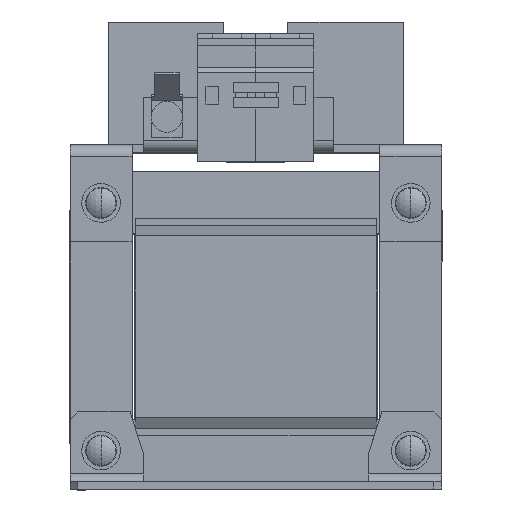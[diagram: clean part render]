
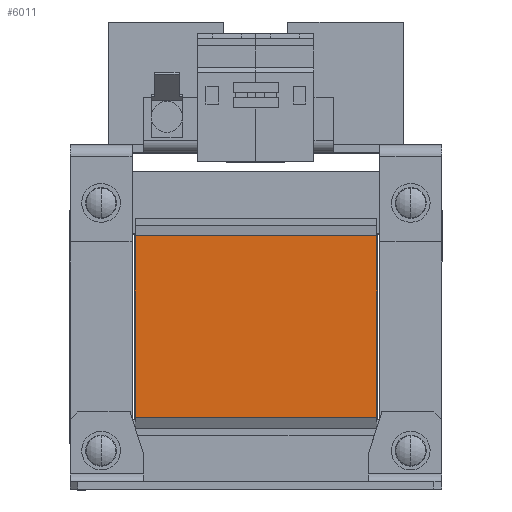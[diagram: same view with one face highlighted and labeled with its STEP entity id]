
A CAD part, top view. The second image highlights one B-rep face of the part: STEP entity #6011.
In plain terms, the highlighted planar face has unit normal (0, 0, 1).
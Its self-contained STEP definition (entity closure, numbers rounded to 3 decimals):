
#523 = VERTEX_POINT ( 'NONE', #3917 ) ;
#664 = DIRECTION ( 'NONE',  ( -1., 0., 0. ) ) ;
#790 = LINE ( 'NONE', #1289, #9903 ) ;
#1104 = LINE ( 'NONE', #14188, #8714 ) ;
#1289 = CARTESIAN_POINT ( 'NONE',  ( -31.2, 23.5, 49.149 ) ) ;
#2878 = CARTESIAN_POINT ( 'NONE',  ( 31.2, 23.5, 49.149 ) ) ;
#3283 = DIRECTION ( 'NONE',  ( -1., 0., 0. ) ) ;
#3313 = VERTEX_POINT ( 'NONE', #4741 ) ;
#3388 = ORIENTED_EDGE ( 'NONE', *, *, #13945, .F. ) ;
#3530 = ORIENTED_EDGE ( 'NONE', *, *, #9456, .F. ) ;
#3917 = CARTESIAN_POINT ( 'NONE',  ( -31.2, 23.5, 49.149 ) ) ;
#4098 = DIRECTION ( 'NONE',  ( 0., 0., -1. ) ) ;
#4524 = LINE ( 'NONE', #10574, #4907 ) ;
#4612 = CARTESIAN_POINT ( 'NONE',  ( 31.2, 23.5, 49.149 ) ) ;
#4741 = CARTESIAN_POINT ( 'NONE',  ( -31.2, -23.5, 49.149 ) ) ;
#4907 = VECTOR ( 'NONE', #3283, 1000. ) ;
#5158 = EDGE_CURVE ( 'Defeature ausgef�hrt1_29+Defeature ausgef�hrt1_52+Defeature ausgef�hrt1_50+Defeature ausgef�hrt1_30', #523, #3313, #790, .T. ) ;
#5286 = CARTESIAN_POINT ( 'NONE',  ( 31.2, -23.5, 49.149 ) ) ;
#6011 = ADVANCED_FACE ( 'Defeature ausgef�hrt1_29', ( #9482 ), #15140, .F. ) ;
#6107 = EDGE_CURVE ( 'Defeature ausgef�hrt1_29+Defeature ausgef�hrt1_50+Defeature ausgef�hrt1_22+Defeature ausgef�hrt1_52', #13931, #523, #4524, .T. ) ;
#7871 = EDGE_LOOP ( 'NONE', ( #10006, #3530, #3388, #11840 ) ) ;
#8714 = VECTOR ( 'NONE', #664, 1000. ) ;
#9456 = EDGE_CURVE ( 'Defeature ausgef�hrt1_30+Defeature ausgef�hrt1_29+Defeature ausgef�hrt1_22+Defeature ausgef�hrt1_52', #14800, #3313, #1104, .T. ) ;
#9482 = FACE_OUTER_BOUND ( 'NONE', #7871, .T. ) ;
#9556 = CARTESIAN_POINT ( 'NONE',  ( 31.2, 23.5, 49.149 ) ) ;
#9903 = VECTOR ( 'NONE', #15661, 1000. ) ;
#10006 = ORIENTED_EDGE ( 'NONE', *, *, #5158, .T. ) ;
#10373 = DIRECTION ( 'NONE',  ( 0., 1., 0. ) ) ;
#10490 = VECTOR ( 'NONE', #14474, 1000. ) ;
#10574 = CARTESIAN_POINT ( 'NONE',  ( 31.2, 23.5, 49.149 ) ) ;
#11618 = LINE ( 'NONE', #4612, #10490 ) ;
#11840 = ORIENTED_EDGE ( 'NONE', *, *, #6107, .T. ) ;
#12761 = AXIS2_PLACEMENT_3D ( 'NONE', #2878, #4098, #10373 ) ;
#13931 = VERTEX_POINT ( 'NONE', #9556 ) ;
#13945 = EDGE_CURVE ( 'Defeature ausgef�hrt1_22+Defeature ausgef�hrt1_29+Defeature ausgef�hrt1_50+Defeature ausgef�hrt1_30', #13931, #14800, #11618, .T. ) ;
#14188 = CARTESIAN_POINT ( 'NONE',  ( 31.2, -23.5, 49.149 ) ) ;
#14474 = DIRECTION ( 'NONE',  ( 0., -1., 0. ) ) ;
#14800 = VERTEX_POINT ( 'NONE', #5286 ) ;
#15140 = PLANE ( 'NONE',  #12761 ) ;
#15661 = DIRECTION ( 'NONE',  ( 0., -1., 0. ) ) ;
